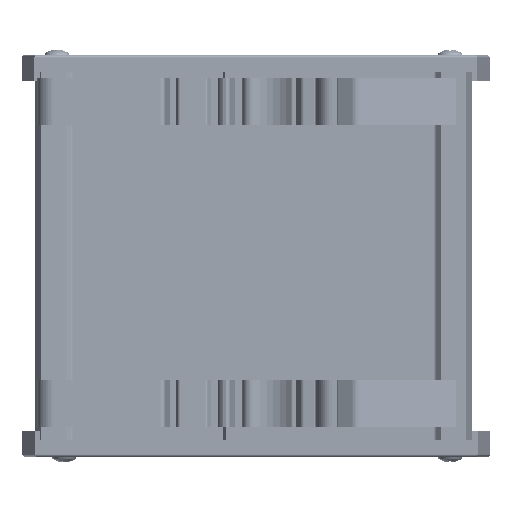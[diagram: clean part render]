
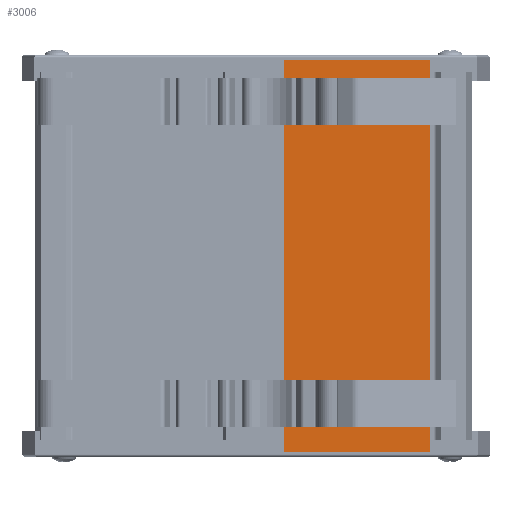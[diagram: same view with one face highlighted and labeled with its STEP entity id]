
A CAD part, front view. The second image highlights one B-rep face of the part: STEP entity #3006.
In plain terms, the highlighted planar face has unit normal (0, -1, 0).
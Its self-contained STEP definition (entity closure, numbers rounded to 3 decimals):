
#2950=CARTESIAN_POINT('',(-530.109,-523.966,77.0));
#2951=VERTEX_POINT('',#2950);
#2958=CARTESIAN_POINT('',(-530.109,-523.966,0.0));
#2959=VERTEX_POINT('',#2958);
#2960=CARTESIAN_POINT('',(-530.109,-523.966,0.0));
#2961=DIRECTION('',(0.0,0.0,1.0));
#2962=VECTOR('',#2961,77.0);
#2963=LINE('',#2960,#2962);
#2964=EDGE_CURVE('',#2959,#2951,#2963,.T.);
#2976=CARTESIAN_POINT('',(-530.109,-523.966,0.0));
#2977=DIRECTION('',(0.0,-1.0,0.0));
#2978=DIRECTION('',(0.0,0.0,-1.0));
#2979=AXIS2_PLACEMENT_3D('',#2976,#2977,#2978);
#2980=PLANE('',#2979);
#2981=CARTESIAN_POINT('',(-558.93,-523.966,77.0));
#2982=VERTEX_POINT('',#2981);
#2983=CARTESIAN_POINT('',(-530.109,-523.966,77.0));
#2984=DIRECTION('',(-1.0,0.0,0.0));
#2985=VECTOR('',#2984,28.821);
#2986=LINE('',#2983,#2985);
#2987=EDGE_CURVE('',#2951,#2982,#2986,.T.);
#2988=ORIENTED_EDGE('',*,*,#2987,.T.);
#2989=CARTESIAN_POINT('',(-558.93,-523.966,0.0));
#2990=VERTEX_POINT('',#2989);
#2991=CARTESIAN_POINT('',(-558.93,-523.966,0.0));
#2992=DIRECTION('',(0.0,0.0,1.0));
#2993=VECTOR('',#2992,77.0);
#2994=LINE('',#2991,#2993);
#2995=EDGE_CURVE('',#2990,#2982,#2994,.T.);
#2996=ORIENTED_EDGE('',*,*,#2995,.F.);
#2997=CARTESIAN_POINT('',(-558.93,-523.966,0.0));
#2998=DIRECTION('',(1.0,0.0,0.0));
#2999=VECTOR('',#2998,28.821);
#3000=LINE('',#2997,#2999);
#3001=EDGE_CURVE('',#2990,#2959,#3000,.T.);
#3002=ORIENTED_EDGE('',*,*,#3001,.T.);
#3003=ORIENTED_EDGE('',*,*,#2964,.T.);
#3004=EDGE_LOOP('',(#2988,#2996,#3002,#3003));
#3005=FACE_OUTER_BOUND('',#3004,.T.);
#3006=ADVANCED_FACE('',(#3005),#2980,.T.);
